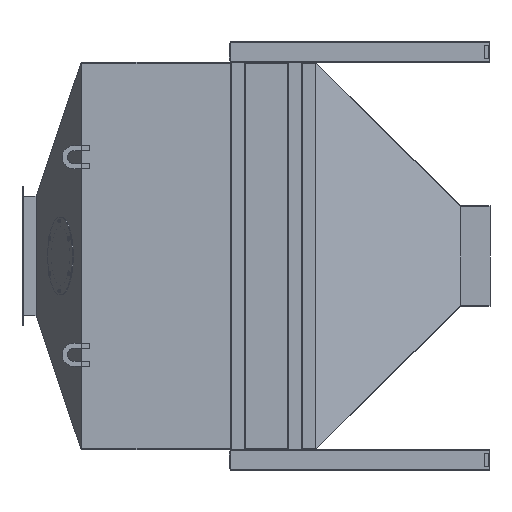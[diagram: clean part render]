
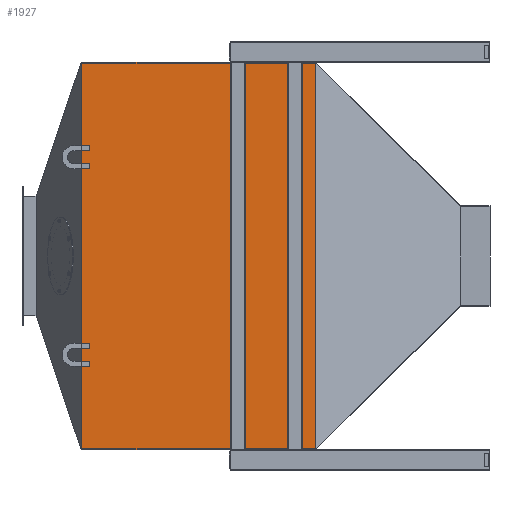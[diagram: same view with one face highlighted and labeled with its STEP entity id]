
A CAD part, left-side view. The second image highlights one B-rep face of the part: STEP entity #1927.
In plain terms, the highlighted face is planar.
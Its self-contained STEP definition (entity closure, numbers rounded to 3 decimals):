
#86 = VERTEX_POINT ( 'NONE', #613 ) ;
#96 = CARTESIAN_POINT ( 'NONE',  ( 0., 0., -450. ) ) ;
#129 = CARTESIAN_POINT ( 'NONE',  ( 0., 0., 450. ) ) ;
#248 = ORIENTED_EDGE ( 'NONE', *, *, #3445, .T. ) ;
#613 = CARTESIAN_POINT ( 'NONE',  ( 745., 0., 450. ) ) ;
#635 = CARTESIAN_POINT ( 'NONE',  ( -745., 0., 450. ) ) ;
#1638 = VECTOR ( 'NONE', #6905, 1000. ) ;
#1713 = DIRECTION ( 'NONE',  ( 0., -1., 0. ) ) ;
#1927 = ADVANCED_FACE ( 'NONE', ( #11192 ), #6145, .T. ) ;
#2260 = LINE ( 'NONE', #129, #8277 ) ;
#2627 = ORIENTED_EDGE ( 'NONE', *, *, #5419, .T. ) ;
#2669 = LINE ( 'NONE', #13270, #1638 ) ;
#2746 = CARTESIAN_POINT ( 'NONE',  ( 0., 0., 0. ) ) ;
#3203 = LINE ( 'NONE', #96, #5084 ) ;
#3445 = EDGE_CURVE ( 'NONE', #11115, #4258, #2669, .T. ) ;
#3756 = LINE ( 'NONE', #13247, #12190 ) ;
#4258 = VERTEX_POINT ( 'NONE', #12016 ) ;
#4312 = DIRECTION ( 'NONE',  ( 1., 0., 0. ) ) ;
#4338 = DIRECTION ( 'NONE',  ( 1., 0., 0. ) ) ;
#5084 = VECTOR ( 'NONE', #4312, 1000. ) ;
#5419 = EDGE_CURVE ( 'NONE', #4258, #8612, #3203, .T. ) ;
#5846 = DIRECTION ( 'NONE',  ( 0., 0., -1. ) ) ;
#5931 = DIRECTION ( 'NONE',  ( -1., 0., 0. ) ) ;
#6145 = PLANE ( 'NONE',  #12471 ) ;
#6346 = ORIENTED_EDGE ( 'NONE', *, *, #7257, .F. ) ;
#6761 = EDGE_CURVE ( 'NONE', #11115, #86, #2260, .T. ) ;
#6851 = ORIENTED_EDGE ( 'NONE', *, *, #6761, .F. ) ;
#6905 = DIRECTION ( 'NONE',  ( 0., 0., -1. ) ) ;
#7257 = EDGE_CURVE ( 'NONE', #86, #8612, #3756, .T. ) ;
#8277 = VECTOR ( 'NONE', #4338, 1000. ) ;
#8612 = VERTEX_POINT ( 'NONE', #10368 ) ;
#9879 = EDGE_LOOP ( 'NONE', ( #248, #2627, #6346, #6851 ) ) ;
#10368 = CARTESIAN_POINT ( 'NONE',  ( 745., 0., -450. ) ) ;
#11115 = VERTEX_POINT ( 'NONE', #635 ) ;
#11192 = FACE_OUTER_BOUND ( 'NONE', #9879, .T. ) ;
#12016 = CARTESIAN_POINT ( 'NONE',  ( -745., 0., -450. ) ) ;
#12190 = VECTOR ( 'NONE', #5846, 1000. ) ;
#12471 = AXIS2_PLACEMENT_3D ( 'NONE', #2746, #1713, #5931 ) ;
#13247 = CARTESIAN_POINT ( 'NONE',  ( 745., 0., 0. ) ) ;
#13270 = CARTESIAN_POINT ( 'NONE',  ( -745., 0., 0. ) ) ;
